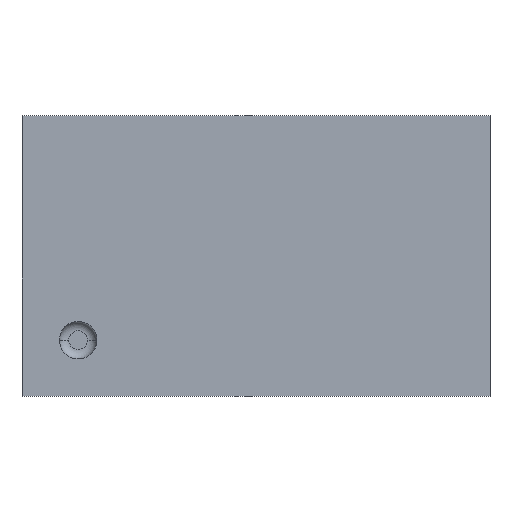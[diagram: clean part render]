
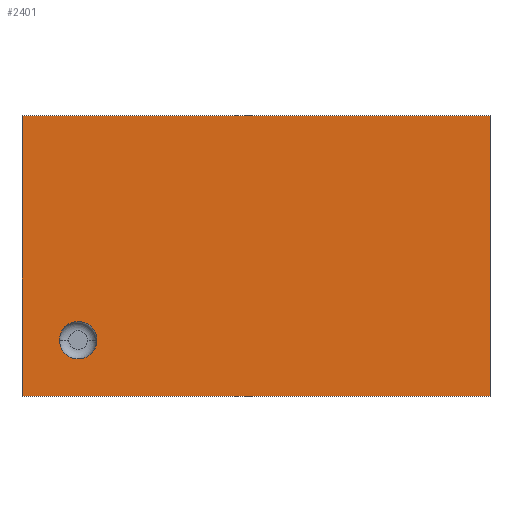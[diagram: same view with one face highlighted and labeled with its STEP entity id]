
A CAD part, top view. The second image highlights one B-rep face of the part: STEP entity #2401.
In plain terms, the highlighted planar face has unit normal (0, 0, 1).
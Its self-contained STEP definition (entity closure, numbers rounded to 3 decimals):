
#115 = LINE ( 'NONE', #2138, #1567 ) ;
#206 = DIRECTION ( 'NONE',  ( 1., 0., 0. ) ) ;
#236 = EDGE_CURVE ( 'NONE', #2427, #1738, #454, .T. ) ;
#242 = CARTESIAN_POINT ( 'NONE',  ( -1.9, -0.9, 0.985 ) ) ;
#338 = DIRECTION ( 'NONE',  ( 0., 0., 1. ) ) ;
#389 = FACE_BOUND ( 'NONE', #840, .T. ) ;
#450 = ORIENTED_EDGE ( 'NONE', *, *, #1128, .T. ) ;
#454 = LINE ( 'NONE', #2704, #1799 ) ;
#470 = AXIS2_PLACEMENT_3D ( 'NONE', #987, #2874, #1257 ) ;
#530 = DIRECTION ( 'NONE',  ( 1., 0., 0. ) ) ;
#595 = VECTOR ( 'NONE', #206, 1000. ) ;
#645 = CARTESIAN_POINT ( 'NONE',  ( 2.5, 1.5, 0.985 ) ) ;
#658 = ORIENTED_EDGE ( 'NONE', *, *, #1423, .T. ) ;
#676 = LINE ( 'NONE', #1295, #3456 ) ;
#796 = VERTEX_POINT ( 'NONE', #1008 ) ;
#840 = EDGE_LOOP ( 'NONE', ( #1246, #1747 ) ) ;
#980 = EDGE_CURVE ( 'NONE', #2720, #2285, #1291, .T. ) ;
#987 = CARTESIAN_POINT ( 'NONE',  ( 0., 0., 0.985 ) ) ;
#1008 = CARTESIAN_POINT ( 'NONE',  ( -2.5, 1.5, 0.985 ) ) ;
#1128 = EDGE_CURVE ( 'NONE', #1738, #796, #115, .T. ) ;
#1203 = ORIENTED_EDGE ( 'NONE', *, *, #236, .T. ) ;
#1236 = CARTESIAN_POINT ( 'NONE',  ( -2.1, -0.9, 0.985 ) ) ;
#1246 = ORIENTED_EDGE ( 'NONE', *, *, #980, .F. ) ;
#1257 = DIRECTION ( 'NONE',  ( -1., 0., 0. ) ) ;
#1291 = CIRCLE ( 'NONE', #1997, 0.2 ) ;
#1295 = CARTESIAN_POINT ( 'NONE',  ( -2.5, -1.5, 0.985 ) ) ;
#1309 = LINE ( 'NONE', #1564, #595 ) ;
#1400 = EDGE_CURVE ( 'NONE', #796, #2381, #676, .T. ) ;
#1423 = EDGE_CURVE ( 'NONE', #2381, #2427, #1309, .T. ) ;
#1552 = EDGE_LOOP ( 'NONE', ( #1203, #450, #3112, #658 ) ) ;
#1564 = CARTESIAN_POINT ( 'NONE',  ( -2.5, -1.5, 0.985 ) ) ;
#1567 = VECTOR ( 'NONE', #1860, 1000. ) ;
#1634 = DIRECTION ( 'NONE',  ( 0., 1., 0. ) ) ;
#1652 = CIRCLE ( 'NONE', #2376, 0.2 ) ;
#1738 = VERTEX_POINT ( 'NONE', #645 ) ;
#1747 = ORIENTED_EDGE ( 'NONE', *, *, #3080, .F. ) ;
#1799 = VECTOR ( 'NONE', #1634, 1000. ) ;
#1860 = DIRECTION ( 'NONE',  ( -1., 0., 0. ) ) ;
#1964 = CARTESIAN_POINT ( 'NONE',  ( -1.9, -0.9, 0.985 ) ) ;
#1997 = AXIS2_PLACEMENT_3D ( 'NONE', #242, #2132, #530 ) ;
#2132 = DIRECTION ( 'NONE',  ( 0., 0., 1. ) ) ;
#2138 = CARTESIAN_POINT ( 'NONE',  ( -2.5, 1.5, 0.985 ) ) ;
#2231 = DIRECTION ( 'NONE',  ( 1., 0., 0. ) ) ;
#2285 = VERTEX_POINT ( 'NONE', #1236 ) ;
#2376 = AXIS2_PLACEMENT_3D ( 'NONE', #1964, #338, #2231 ) ;
#2381 = VERTEX_POINT ( 'NONE', #2570 ) ;
#2401 = ADVANCED_FACE ( 'NONE', ( #389, #3266 ), #2583, .F. ) ;
#2427 = VERTEX_POINT ( 'NONE', #2896 ) ;
#2570 = CARTESIAN_POINT ( 'NONE',  ( -2.5, -1.5, 0.985 ) ) ;
#2583 = PLANE ( 'NONE',  #470 ) ;
#2704 = CARTESIAN_POINT ( 'NONE',  ( 2.5, -1.5, 0.985 ) ) ;
#2720 = VERTEX_POINT ( 'NONE', #3247 ) ;
#2874 = DIRECTION ( 'NONE',  ( 0., 0., -1. ) ) ;
#2896 = CARTESIAN_POINT ( 'NONE',  ( 2.5, -1.5, 0.985 ) ) ;
#3080 = EDGE_CURVE ( 'NONE', #2285, #2720, #1652, .T. ) ;
#3112 = ORIENTED_EDGE ( 'NONE', *, *, #1400, .T. ) ;
#3167 = DIRECTION ( 'NONE',  ( 0., -1., 0. ) ) ;
#3247 = CARTESIAN_POINT ( 'NONE',  ( -1.7, -0.9, 0.985 ) ) ;
#3266 = FACE_OUTER_BOUND ( 'NONE', #1552, .T. ) ;
#3456 = VECTOR ( 'NONE', #3167, 1000. ) ;
